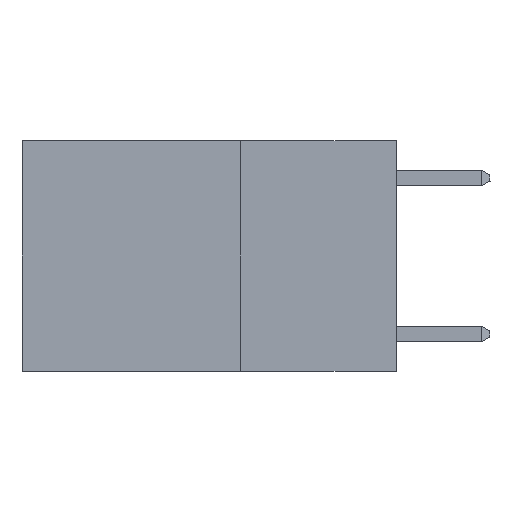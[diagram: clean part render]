
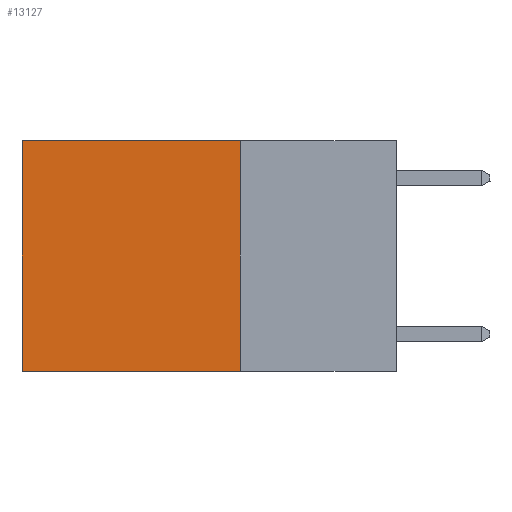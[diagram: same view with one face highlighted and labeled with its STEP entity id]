
A CAD part, left-side view. The second image highlights one B-rep face of the part: STEP entity #13127.
In plain terms, the highlighted planar face has unit normal (-1, 0, 0).
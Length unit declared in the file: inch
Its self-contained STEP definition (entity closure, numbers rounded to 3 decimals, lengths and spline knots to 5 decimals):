
#965 = EDGE_CURVE ( 'NONE', #7071, #16231, #13126, .T. ) ;
#1436 = VERTEX_POINT ( 'NONE', #19466 ) ;
#2747 = CARTESIAN_POINT ( 'NONE',  ( 0.2625, 0.6, 0. ) ) ;
#2914 = DIRECTION ( 'NONE',  ( 1., 0., 0. ) ) ;
#3077 = CARTESIAN_POINT ( 'NONE',  ( 0.2625, 0.25, -0.37 ) ) ;
#3977 = DIRECTION ( 'NONE',  ( 0., 0., -1. ) ) ;
#4145 = ORIENTED_EDGE ( 'NONE', *, *, #20509, .T. ) ;
#4887 = DIRECTION ( 'NONE',  ( 0., 0., -1. ) ) ;
#5417 = VECTOR ( 'NONE', #15405, 39.37008 ) ;
#6770 = PLANE ( 'NONE',  #9105 ) ;
#6915 = CARTESIAN_POINT ( 'NONE',  ( 0.2625, 0.6, -0.37 ) ) ;
#6973 = VECTOR ( 'NONE', #3977, 39.37008 ) ;
#7071 = VERTEX_POINT ( 'NONE', #18045 ) ;
#7903 = VECTOR ( 'NONE', #20703, 39.37008 ) ;
#9105 = AXIS2_PLACEMENT_3D ( 'NONE', #20456, #2914, #4887 ) ;
#9722 = EDGE_LOOP ( 'NONE', ( #4145, #22780, #23264, #23905 ) ) ;
#10390 = VECTOR ( 'NONE', #25085, 39.37008 ) ;
#11372 = CARTESIAN_POINT ( 'NONE',  ( 0.2625, 0.25, 0. ) ) ;
#11884 = LINE ( 'NONE', #11372, #10390 ) ;
#13126 = LINE ( 'NONE', #3077, #7903 ) ;
#13127 = ADVANCED_FACE ( 'NONE', ( #14027 ), #6770, .F. ) ;
#14027 = FACE_OUTER_BOUND ( 'NONE', #9722, .T. ) ;
#15405 = DIRECTION ( 'NONE',  ( 0., 0., -1. ) ) ;
#15618 = CARTESIAN_POINT ( 'NONE',  ( 0.2625, 0.6, 0. ) ) ;
#16231 = VERTEX_POINT ( 'NONE', #6915 ) ;
#16300 = VERTEX_POINT ( 'NONE', #2747 ) ;
#18045 = CARTESIAN_POINT ( 'NONE',  ( 0.2625, 0.25, -0.37 ) ) ;
#19466 = CARTESIAN_POINT ( 'NONE',  ( 0.2625, 0.25, 0. ) ) ;
#19787 = LINE ( 'NONE', #21207, #5417 ) ;
#20293 = EDGE_CURVE ( 'NONE', #1436, #16300, #11884, .T. ) ;
#20456 = CARTESIAN_POINT ( 'NONE',  ( 0.2625, 0.25, 0. ) ) ;
#20509 = EDGE_CURVE ( 'NONE', #16300, #16231, #23534, .T. ) ;
#20703 = DIRECTION ( 'NONE',  ( 0., 1., 0. ) ) ;
#21207 = CARTESIAN_POINT ( 'NONE',  ( 0.2625, 0.25, 0. ) ) ;
#22780 = ORIENTED_EDGE ( 'NONE', *, *, #965, .F. ) ;
#23264 = ORIENTED_EDGE ( 'NONE', *, *, #23933, .F. ) ;
#23534 = LINE ( 'NONE', #15618, #6973 ) ;
#23905 = ORIENTED_EDGE ( 'NONE', *, *, #20293, .T. ) ;
#23933 = EDGE_CURVE ( 'NONE', #1436, #7071, #19787, .T. ) ;
#25085 = DIRECTION ( 'NONE',  ( 0., 1., 0. ) ) ;
